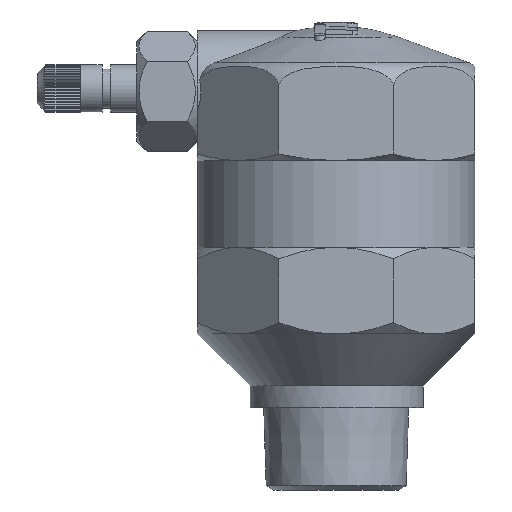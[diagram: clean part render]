
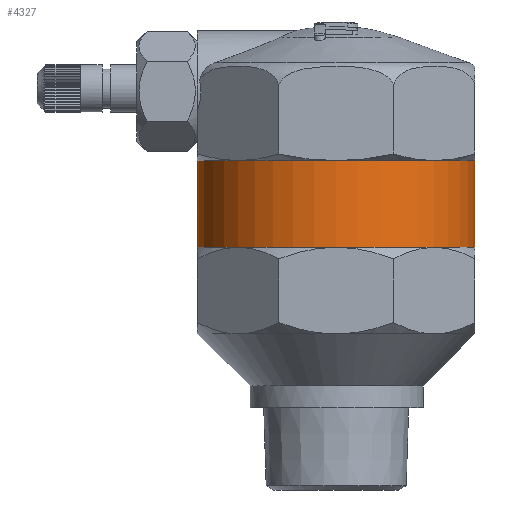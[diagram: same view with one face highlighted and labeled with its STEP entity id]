
A CAD part, front view. The second image highlights one B-rep face of the part: STEP entity #4327.
In plain terms, the highlighted cylindrical face has radius 16 mm (diameter 32 mm), a full revolution.
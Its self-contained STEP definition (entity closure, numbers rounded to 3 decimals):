
#1125=FACE_BOUND('',#1594,.T.);
#1341=FACE_OUTER_BOUND('',#1593,.T.);
#1593=EDGE_LOOP('',(#3983,#3984,#3985,#3986,#3987,#3988,#3989,#3990));
#1594=EDGE_LOOP('',(#3991,#3992,#3993,#3994,#3995,#3996,#3997,#3998));
#1765=CIRCLE('',#4697,16.);
#1766=CIRCLE('',#4699,16.);
#1767=CIRCLE('',#4701,16.);
#1768=CIRCLE('',#4703,16.);
#1769=CIRCLE('',#4705,16.);
#1770=CIRCLE('',#4707,16.);
#1771=CIRCLE('',#4709,16.);
#1772=CIRCLE('',#4711,16.);
#1773=CIRCLE('',#4721,16.);
#1774=CIRCLE('',#4722,16.);
#1775=CIRCLE('',#4723,16.);
#1776=CIRCLE('',#4724,16.);
#1777=CIRCLE('',#4725,16.);
#1778=CIRCLE('',#4726,16.);
#1779=CIRCLE('',#4727,16.);
#1780=CIRCLE('',#4728,16.);
#2158=VERTEX_POINT('',#7554);
#2160=VERTEX_POINT('',#7559);
#2161=VERTEX_POINT('',#7565);
#2164=VERTEX_POINT('',#7576);
#2165=VERTEX_POINT('',#7585);
#2168=VERTEX_POINT('',#7596);
#2170=VERTEX_POINT('',#7606);
#2171=VERTEX_POINT('',#7615);
#2174=VERTEX_POINT('',#7650);
#2175=VERTEX_POINT('',#7651);
#2176=VERTEX_POINT('',#7653);
#2177=VERTEX_POINT('',#7655);
#2178=VERTEX_POINT('',#7657);
#2179=VERTEX_POINT('',#7659);
#2180=VERTEX_POINT('',#7661);
#2181=VERTEX_POINT('',#7663);
#2755=EDGE_CURVE('',#2158,#2160,#1765,.T.);
#2758=EDGE_CURVE('',#2161,#2158,#1766,.T.);
#2762=EDGE_CURVE('',#2160,#2164,#1767,.T.);
#2764=EDGE_CURVE('',#2165,#2161,#1768,.T.);
#2768=EDGE_CURVE('',#2164,#2168,#1769,.T.);
#2771=EDGE_CURVE('',#2168,#2170,#1770,.T.);
#2773=EDGE_CURVE('',#2171,#2165,#1771,.T.);
#2777=EDGE_CURVE('',#2170,#2171,#1772,.T.);
#2786=EDGE_CURVE('',#2174,#2175,#1773,.T.);
#2787=EDGE_CURVE('',#2175,#2176,#1774,.T.);
#2788=EDGE_CURVE('',#2176,#2177,#1775,.T.);
#2789=EDGE_CURVE('',#2177,#2178,#1776,.T.);
#2790=EDGE_CURVE('',#2178,#2179,#1777,.T.);
#2791=EDGE_CURVE('',#2179,#2180,#1778,.T.);
#2792=EDGE_CURVE('',#2180,#2181,#1779,.T.);
#2793=EDGE_CURVE('',#2181,#2174,#1780,.T.);
#3983=ORIENTED_EDGE('',*,*,#2777,.F.);
#3984=ORIENTED_EDGE('',*,*,#2771,.F.);
#3985=ORIENTED_EDGE('',*,*,#2768,.F.);
#3986=ORIENTED_EDGE('',*,*,#2762,.F.);
#3987=ORIENTED_EDGE('',*,*,#2755,.F.);
#3988=ORIENTED_EDGE('',*,*,#2758,.F.);
#3989=ORIENTED_EDGE('',*,*,#2764,.F.);
#3990=ORIENTED_EDGE('',*,*,#2773,.F.);
#3991=ORIENTED_EDGE('',*,*,#2786,.T.);
#3992=ORIENTED_EDGE('',*,*,#2787,.T.);
#3993=ORIENTED_EDGE('',*,*,#2788,.T.);
#3994=ORIENTED_EDGE('',*,*,#2789,.T.);
#3995=ORIENTED_EDGE('',*,*,#2790,.T.);
#3996=ORIENTED_EDGE('',*,*,#2791,.T.);
#3997=ORIENTED_EDGE('',*,*,#2792,.T.);
#3998=ORIENTED_EDGE('',*,*,#2793,.T.);
#4111=CYLINDRICAL_SURFACE('',#4720,16.);
#4327=ADVANCED_FACE('',(#1341,#1125),#4111,.T.);
#4697=AXIS2_PLACEMENT_3D('',#7560,#5704,#5705);
#4699=AXIS2_PLACEMENT_3D('',#7570,#5708,#5709);
#4701=AXIS2_PLACEMENT_3D('',#7583,#5712,#5713);
#4703=AXIS2_PLACEMENT_3D('',#7590,#5716,#5717);
#4705=AXIS2_PLACEMENT_3D('',#7603,#5720,#5721);
#4707=AXIS2_PLACEMENT_3D('',#7613,#5724,#5725);
#4709=AXIS2_PLACEMENT_3D('',#7620,#5728,#5729);
#4711=AXIS2_PLACEMENT_3D('',#7632,#5732,#5733);
#4720=AXIS2_PLACEMENT_3D('',#7649,#5758,#5759);
#4721=AXIS2_PLACEMENT_3D('',#7652,#5760,#5761);
#4722=AXIS2_PLACEMENT_3D('',#7654,#5762,#5763);
#4723=AXIS2_PLACEMENT_3D('',#7656,#5764,#5765);
#4724=AXIS2_PLACEMENT_3D('',#7658,#5766,#5767);
#4725=AXIS2_PLACEMENT_3D('',#7660,#5768,#5769);
#4726=AXIS2_PLACEMENT_3D('',#7662,#5770,#5771);
#4727=AXIS2_PLACEMENT_3D('',#7664,#5772,#5773);
#4728=AXIS2_PLACEMENT_3D('',#7665,#5774,#5775);
#5704=DIRECTION('center_axis',(0.,0.,-1.));
#5705=DIRECTION('ref_axis',(1.,0.,0.));
#5708=DIRECTION('center_axis',(0.,0.,-1.));
#5709=DIRECTION('ref_axis',(1.,0.,0.));
#5712=DIRECTION('center_axis',(0.,0.,-1.));
#5713=DIRECTION('ref_axis',(1.,0.,0.));
#5716=DIRECTION('center_axis',(0.,0.,-1.));
#5717=DIRECTION('ref_axis',(1.,0.,0.));
#5720=DIRECTION('center_axis',(0.,0.,-1.));
#5721=DIRECTION('ref_axis',(1.,0.,0.));
#5724=DIRECTION('center_axis',(0.,0.,-1.));
#5725=DIRECTION('ref_axis',(1.,0.,0.));
#5728=DIRECTION('center_axis',(0.,0.,-1.));
#5729=DIRECTION('ref_axis',(1.,0.,0.));
#5732=DIRECTION('center_axis',(0.,0.,-1.));
#5733=DIRECTION('ref_axis',(1.,0.,0.));
#5758=DIRECTION('center_axis',(0.,0.,-1.));
#5759=DIRECTION('ref_axis',(1.,0.,0.));
#5760=DIRECTION('center_axis',(0.,0.,-1.));
#5761=DIRECTION('ref_axis',(0.924,-0.383,0.));
#5762=DIRECTION('center_axis',(0.,0.,-1.));
#5763=DIRECTION('ref_axis',(0.924,-0.383,0.));
#5764=DIRECTION('center_axis',(0.,0.,-1.));
#5765=DIRECTION('ref_axis',(0.924,-0.383,0.));
#5766=DIRECTION('center_axis',(0.,0.,-1.));
#5767=DIRECTION('ref_axis',(0.924,-0.383,0.));
#5768=DIRECTION('center_axis',(0.,0.,-1.));
#5769=DIRECTION('ref_axis',(0.924,-0.383,0.));
#5770=DIRECTION('center_axis',(0.,0.,-1.));
#5771=DIRECTION('ref_axis',(0.924,-0.383,0.));
#5772=DIRECTION('center_axis',(0.,0.,-1.));
#5773=DIRECTION('ref_axis',(0.924,-0.383,0.));
#5774=DIRECTION('center_axis',(0.,0.,-1.));
#5775=DIRECTION('ref_axis',(0.924,-0.383,0.));
#7554=CARTESIAN_POINT('',(16.,0.,-4.));
#7559=CARTESIAN_POINT('',(11.314,-11.314,-4.));
#7560=CARTESIAN_POINT('Origin',(0.,0.,-4.));
#7565=CARTESIAN_POINT('',(11.314,11.314,-4.));
#7570=CARTESIAN_POINT('Origin',(0.,0.,-4.));
#7576=CARTESIAN_POINT('',(0.,-16.,-4.));
#7583=CARTESIAN_POINT('Origin',(0.,0.,-4.));
#7585=CARTESIAN_POINT('',(0.,16.,-4.));
#7590=CARTESIAN_POINT('Origin',(0.,0.,-4.));
#7596=CARTESIAN_POINT('',(-11.314,-11.314,-4.));
#7603=CARTESIAN_POINT('Origin',(0.,0.,-4.));
#7606=CARTESIAN_POINT('',(-16.,0.,-4.));
#7613=CARTESIAN_POINT('Origin',(0.,0.,-4.));
#7615=CARTESIAN_POINT('',(-11.314,11.314,-4.));
#7620=CARTESIAN_POINT('Origin',(0.,0.,-4.));
#7632=CARTESIAN_POINT('Origin',(0.,0.,-4.));
#7649=CARTESIAN_POINT('Origin',(0.,0.,6.));
#7650=CARTESIAN_POINT('',(-11.314,-11.314,6.));
#7651=CARTESIAN_POINT('',(-16.,0.,6.));
#7652=CARTESIAN_POINT('Origin',(0.,0.,
6.));
#7653=CARTESIAN_POINT('',(-11.314,11.314,6.));
#7654=CARTESIAN_POINT('Origin',(0.,0.,
6.));
#7655=CARTESIAN_POINT('',(0.,16.,6.));
#7656=CARTESIAN_POINT('Origin',(0.,0.,
6.));
#7657=CARTESIAN_POINT('',(11.314,11.314,6.));
#7658=CARTESIAN_POINT('Origin',(0.,0.,
6.));
#7659=CARTESIAN_POINT('',(16.,0.,6.));
#7660=CARTESIAN_POINT('Origin',(0.,0.,
6.));
#7661=CARTESIAN_POINT('',(11.314,-11.314,6.));
#7662=CARTESIAN_POINT('Origin',(0.,0.,
6.));
#7663=CARTESIAN_POINT('',(0.,-16.,6.));
#7664=CARTESIAN_POINT('Origin',(0.,0.,
6.));
#7665=CARTESIAN_POINT('Origin',(0.,0.,
6.));
